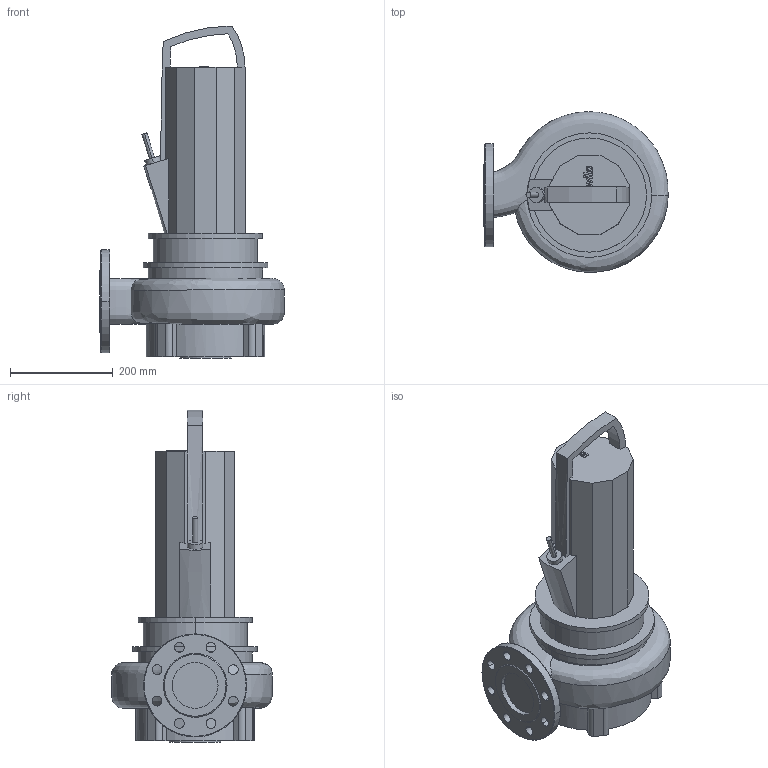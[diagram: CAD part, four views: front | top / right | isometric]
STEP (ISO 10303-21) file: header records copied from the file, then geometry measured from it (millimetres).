
FILE_DESCRIPTION((''),'2;1');
FILE_NAME('3d_PROV08DA-528_EAD0X4-T0045-540-O-6073820.stp','2016-08-05T07:42:59',(''),(''),'Mechanical Desktop 2009','Mechanical Desktop 2009',', , ');
FILE_SCHEMA(('CONFIG_CONTROL_DESIGN'));
Length unit declared in the file: millimetre
Products named in the file (1): Product
Bounding box: 358 x 311.74 x 645 mm (x, y, z)
Volume: 19824839.3 mm3; surface area: 691755 mm2
Topology: 8 solids, 8 shells, 166 faces, 436 edges, 290 vertices
Faces by surface type: bspline 88, plane 44, cylinder 33, cone 1
Entity records: 10206 total; most frequent: CARTESIAN_POINT 6319, ORIENTED_EDGE 872, DIRECTION 627, EDGE_CURVE 436, VERTEX_POINT 290, VECTOR 231, LINE 231, AXIS2_PLACEMENT_3D 198
